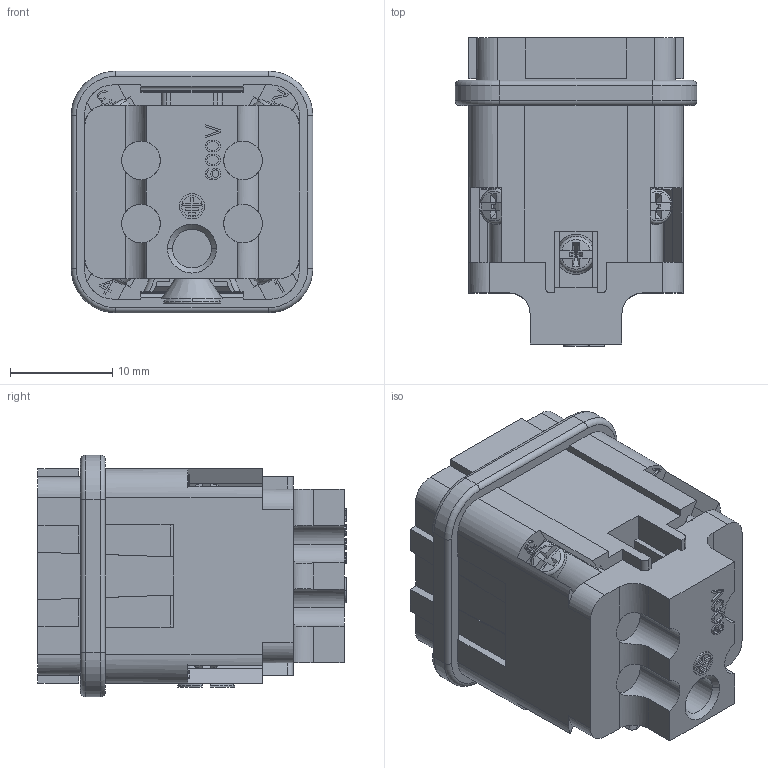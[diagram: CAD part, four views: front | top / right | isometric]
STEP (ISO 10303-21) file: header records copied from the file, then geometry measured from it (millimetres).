
FILE_DESCRIPTION(/* description */ (''),/* implementation_level */ '2;1');
FILE_NAME(/* name */ 'C146_10A004_002_4.stp',/* time_stamp */ '2016-04-13T08:50:20+02:00',/* author */ (''),/* organization */ (''),/* preprocessor_version */ 'ST-DEVELOPER v15',/* originating_system */ 'SIEMENS PLM Software NX 9.0',/* authorisation */ '');
FILE_SCHEMA (('CONFIG_CONTROL_DESIGN'));
Length unit declared in the file: millimetre
Products named in the file (1): c146 10a004 002 4nxm001-04
Bounding box: 23.7 x 30.2 x 23.7 mm (x, y, z)
Volume: 7396.2 mm3; surface area: 5774.5 mm2
Topology: 1 solids, 1 shells, 1282 faces, 3620 edges, 2387 vertices
Faces by surface type: plane 1070, cylinder 124, torus 48, cone 20, bspline 10, sphere 10
Full cylindrical faces by diameter (mm): 3.781 x1
Entity records: 42388 total; most frequent: CARTESIAN_POINT 9196, ORIENTED_EDGE 7222, DIRECTION 6337, EDGE_CURVE 3611, LINE 3041, VECTOR 3041, VERTEX_POINT 2390, AXIS2_PLACEMENT_3D 1648
